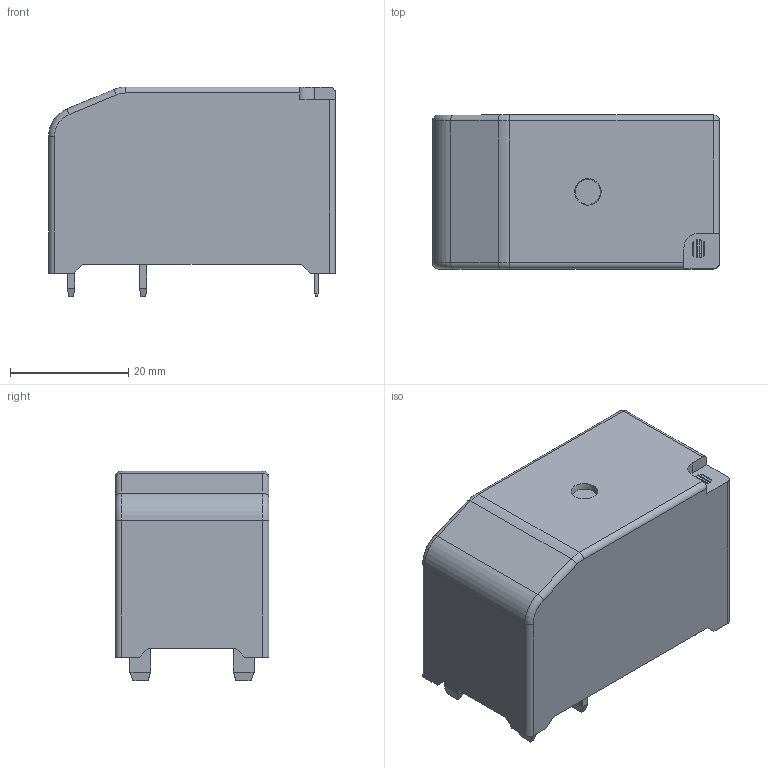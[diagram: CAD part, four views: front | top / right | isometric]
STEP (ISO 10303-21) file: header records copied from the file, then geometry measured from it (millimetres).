
FILE_DESCRIPTION (( 'STEP AP214' ), '1' );
FILE_NAME ('118-1A.STEP', '2021-11-04T07:19:24', ( '' ), ( '' ), 'SwSTEP 2.0', 'SolidWorks 2012', '' );
FILE_SCHEMA (( 'AUTOMOTIVE_DESIGN' ));
Length unit declared in the file: millimetre
Products named in the file (6): K04012; A11814; 118-1A; B11811-2; B11810; B11812
Assembly tree (6 placements, depth 2):
  118-1A
    B11810
    A11814
    K04012  x2
    B11812
    B11811-2
Bounding box: 48.5 x 26 x 35.5 mm (x, y, z)
Volume: 10922.9 mm3; surface area: 18813.6 mm2
Topology: 6 solids, 6 shells, 911 faces, 2387 edges, 1486 vertices
Faces by surface type: plane 622, cylinder 164, bspline 46, torus 34, cone 26, sphere 19
Entity records: 29117 total; most frequent: CARTESIAN_POINT 7272, ORIENTED_EDGE 4634, DIRECTION 4250, EDGE_CURVE 2317, VECTOR 1798, LINE 1798, VERTEX_POINT 1460, AXIS2_PLACEMENT_3D 1226
